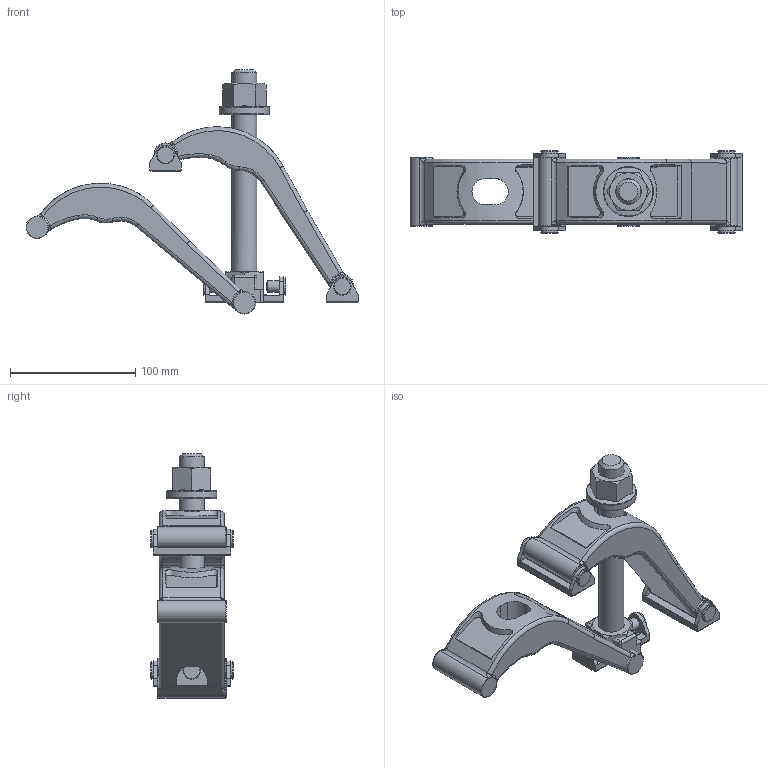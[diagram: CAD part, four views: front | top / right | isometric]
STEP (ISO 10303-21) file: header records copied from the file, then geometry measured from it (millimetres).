
FILE_DESCRIPTION( ( 'Unknown' ), '1' );
FILE_NAME( 'CP19-20194.stp', 'Unknown', ( 'Unknown' ), ( 'Unknown' ), 'XStep 1.0', 'Unknown', ' ' );
FILE_SCHEMA( ( 'CONFIG_CONTROL_DESIGN' ) );
Length unit declared in the file: millimetre
Products named in the file (5): Assem1; 1; 2; 3; 4
Bounding box: 265.01 x 65.8 x 195 mm (x, y, z)
Volume: 634687 mm3; surface area: 127853.4 mm2
Topology: 9 solids, 9 shells, 368 faces, 912 edges, 538 vertices
Faces by surface type: plane 119, cylinder 113, bspline 52, torus 44, cone 32, sphere 8
Full cylindrical faces by diameter (mm): 9 x6, 14 x6, 17.5 x2, 20 x2, 40 x2
Entity records: 10410 total; most frequent: CARTESIAN_POINT 6653, ORIENTED_EDGE 730, DIRECTION 712, EDGE_CURVE 365, AXIS2_PLACEMENT_3D 294, VERTEX_POINT 231, EDGE_LOOP 196, FACE_OUTER_BOUND 180
